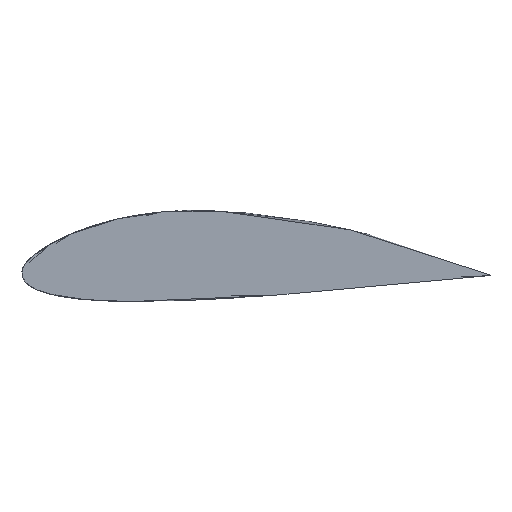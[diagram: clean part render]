
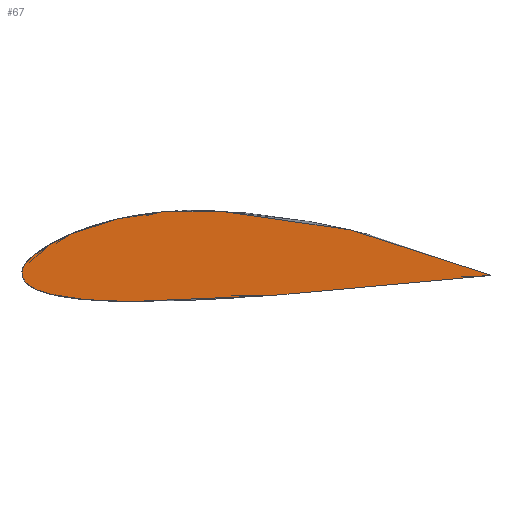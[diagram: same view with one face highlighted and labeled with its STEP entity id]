
A CAD part, front view. The second image highlights one B-rep face of the part: STEP entity #67.
In plain terms, the highlighted planar face has unit normal (0, -1, 0).
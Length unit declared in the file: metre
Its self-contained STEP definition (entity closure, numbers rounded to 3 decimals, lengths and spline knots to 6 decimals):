
#67 = ADVANCED_FACE( 'NONE', ( #131 ), #132, .T. );
#131 = FACE_OUTER_BOUND( '', #188, .T. );
#132 = PLANE( '', #189 );
#188 = EDGE_LOOP( '', ( #369, #370 ) );
#189 = AXIS2_PLACEMENT_3D( '', #371, #372, #373 );
#369 = ORIENTED_EDGE( '', *, *, #385, .T. );
#370 = ORIENTED_EDGE( '', *, *, #409, .T. );
#371 = CARTESIAN_POINT( '', ( 0.653784, -6.03, -0.000359 ) );
#372 = DIRECTION( '', ( 0., -1., 0. ) );
#373 = DIRECTION( '', ( 1., 0., 0. ) );
#385 = EDGE_CURVE( 'NONE', #439, #437, #440, .T. );
#409 = EDGE_CURVE( 'NONE', #437, #439, #474, .T. );
#437 = VERTEX_POINT( 'NONE', #534 );
#439 = VERTEX_POINT( 'NONE', #537 );
#440 = B_SPLINE_CURVE_WITH_KNOTS( '', 5, ( #538, #539, #540, #541, #542, #543 ), .UNSPECIFIED., .F., .F., ( 6, 6 ), ( 0., 1. ), .UNSPECIFIED. );
#474 = B_SPLINE_CURVE_WITH_KNOTS( '', 3, ( #709, #710, #711, #712, #713, #714, #715, #716, #717, #718, #719, #720, #721, #722, #723, #724, #725, #726, #727, #728, #729, #730, #731, #732, #733, #734, #735, #736, #737, #738, #739, #740, #741, #742, #743, #744, #745, #746, #747, #748, #749, #750, #751, #752, #753, #754, #755, #756, #757, #758, #759 ), .UNSPECIFIED., .F., .F., ( 4, 1, 1, 1, 1, 1, 1, 1, 1, 1, 1, 1, 1, 1, 1, 1, 1, 1, 1, 1, 1, 1, 1, 1, 1, 1, 1, 1, 1, 1, 1, 1, 1, 1, 1, 1, 1, 1, 1, 1, 1, 1, 1, 1, 1, 1, 1, 1, 4 ), ( 0., 0.032763, 0.065247, 0.097338, 0.128924, 0.159891, 0.190126, 0.219516, 0.247947, 0.27532, 0.302021, 0.327709, 0.352015, 0.374855, 0.396142, 0.415787, 0.433705, 0.449818, 0.464055, 0.476364, 0.486717, 0.49513, 0.501694, 0.506675, 0.510705, 0.515659, 0.52123, 0.527983, 0.536216, 0.546064, 0.557582, 0.570778, 0.585637, 0.602126, 0.620203, 0.639816, 0.660907, 0.683408, 0.707247, 0.732436, 0.758955, 0.786546, 0.815097, 0.844494, 0.87462, 0.905355, 0.936577, 0.968165, 1. ), .UNSPECIFIED. );
#534 = CARTESIAN_POINT( '', ( 0.652201, -6.03, 0.000797 ) );
#537 = CARTESIAN_POINT( '', ( 0.651935, -6.03, -0.001025 ) );
#538 = CARTESIAN_POINT( '', ( 0.651935, -6.03, -0.001025 ) );
#539 = CARTESIAN_POINT( '', ( 0.653063, -6.03, -0.000906 ) );
#540 = CARTESIAN_POINT( '', ( 0.654191, -6.03, -0.000787 ) );
#541 = CARTESIAN_POINT( '', ( 0.654337, -6.03, -0.000067 ) );
#542 = CARTESIAN_POINT( '', ( 0.653269, -6.03, 0.000365 ) );
#543 = CARTESIAN_POINT( '', ( 0.652201, -6.03, 0.000797 ) );
#709 = CARTESIAN_POINT( '', ( 0.652201, -6.03, 0.000797 ) );
#710 = CARTESIAN_POINT( '', ( 0.638438, -6.03, 0.006361 ) );
#711 = CARTESIAN_POINT( '', ( 0.61103, -6.03, 0.017444 ) );
#712 = CARTESIAN_POINT( '', ( 0.569406, -6.03, 0.032057 ) );
#713 = CARTESIAN_POINT( '', ( 0.527834, -6.03, 0.045113 ) );
#714 = CARTESIAN_POINT( '', ( 0.486476, -6.03, 0.05647 ) );
#715 = CARTESIAN_POINT( '', ( 0.445562, -6.03, 0.066164 ) );
#716 = CARTESIAN_POINT( '', ( 0.405303, -6.03, 0.074199 ) );
#717 = CARTESIAN_POINT( '', ( 0.365916, -6.03, 0.080595 ) );
#718 = CARTESIAN_POINT( '', ( 0.327609, -6.03, 0.0854 ) );
#719 = CARTESIAN_POINT( '', ( 0.290363, -6.03, 0.088635 ) );
#720 = CARTESIAN_POINT( '', ( 0.254262, -6.03, 0.090504 ) );
#721 = CARTESIAN_POINT( '', ( 0.219489, -6.03, 0.090191 ) );
#722 = CARTESIAN_POINT( '', ( 0.186564, -6.03, 0.087641 ) );
#723 = CARTESIAN_POINT( '', ( 0.155854, -6.03, 0.08323 ) );
#724 = CARTESIAN_POINT( '', ( 0.127563, -6.03, 0.077266 ) );
#725 = CARTESIAN_POINT( '', ( 0.101864, -6.03, 0.070095 ) );
#726 = CARTESIAN_POINT( '', ( 0.078894, -6.03, 0.062057 ) );
#727 = CARTESIAN_POINT( '', ( 0.058757, -6.03, 0.053487 ) );
#728 = CARTESIAN_POINT( '', ( 0.041525, -6.03, 0.044704 ) );
#729 = CARTESIAN_POINT( '', ( 0.027226, -6.03, 0.035996 ) );
#730 = CARTESIAN_POINT( '', ( 0.015894, -6.03, 0.02763 ) );
#731 = CARTESIAN_POINT( '', ( 0.007423, -6.03, 0.019779 ) );
#732 = CARTESIAN_POINT( '', ( 0.001943, -6.03, 0.012637 ) );
#733 = CARTESIAN_POINT( '', ( -0.001145, -6.03, 0.00593 ) );
#734 = CARTESIAN_POINT( '', ( 0.000028, -6.03, -0.000442 ) );
#735 = CARTESIAN_POINT( '', ( 0.001648, -6.03, -0.006914 ) );
#736 = CARTESIAN_POINT( '', ( 0.007056, -6.03, -0.012919 ) );
#737 = CARTESIAN_POINT( '', ( 0.014774, -6.03, -0.018156 ) );
#738 = CARTESIAN_POINT( '', ( 0.025102, -6.03, -0.022762 ) );
#739 = CARTESIAN_POINT( '', ( 0.037916, -6.03, -0.02676 ) );
#740 = CARTESIAN_POINT( '', ( 0.053224, -6.03, -0.030136 ) );
#741 = CARTESIAN_POINT( '', ( 0.070951, -6.03, -0.032869 ) );
#742 = CARTESIAN_POINT( '', ( 0.091033, -6.03, -0.034945 ) );
#743 = CARTESIAN_POINT( '', ( 0.113385, -6.03, -0.036359 ) );
#744 = CARTESIAN_POINT( '', ( 0.137923, -6.03, -0.037124 ) );
#745 = CARTESIAN_POINT( '', ( 0.164556, -6.03, -0.037267 ) );
#746 = CARTESIAN_POINT( '', ( 0.19319, -6.03, -0.036838 ) );
#747 = CARTESIAN_POINT( '', ( 0.223726, -6.03, -0.035896 ) );
#748 = CARTESIAN_POINT( '', ( 0.256105, -6.03, -0.034539 ) );
#749 = CARTESIAN_POINT( '', ( 0.290288, -6.03, -0.032783 ) );
#750 = CARTESIAN_POINT( '', ( 0.326142, -6.03, -0.030488 ) );
#751 = CARTESIAN_POINT( '', ( 0.363494, -6.03, -0.027765 ) );
#752 = CARTESIAN_POINT( '', ( 0.402125, -6.03, -0.024677 ) );
#753 = CARTESIAN_POINT( '', ( 0.441884, -6.03, -0.021291 ) );
#754 = CARTESIAN_POINT( '', ( 0.482615, -6.03, -0.017659 ) );
#755 = CARTESIAN_POINT( '', ( 0.524156, -6.03, -0.013817 ) );
#756 = CARTESIAN_POINT( '', ( 0.566344, -6.03, -0.009775 ) );
#757 = CARTESIAN_POINT( '', ( 0.609015, -6.03, -0.005549 ) );
#758 = CARTESIAN_POINT( '', ( 0.637592, -6.03, -0.002537 ) );
#759 = CARTESIAN_POINT( '', ( 0.651935, -6.03, -0.001025 ) );
